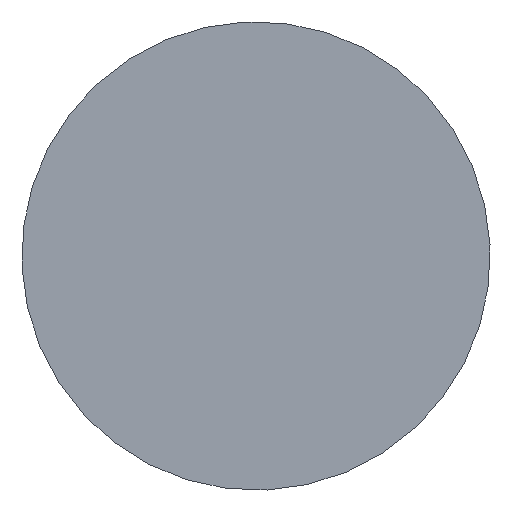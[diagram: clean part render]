
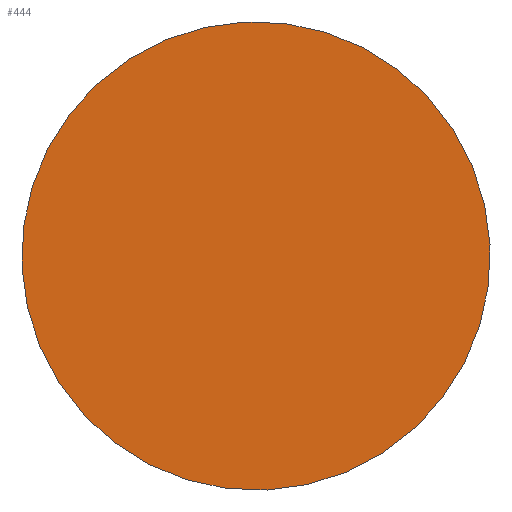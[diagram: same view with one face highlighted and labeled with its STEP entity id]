
A CAD part, front view. The second image highlights one B-rep face of the part: STEP entity #444.
In plain terms, the highlighted planar face has unit normal (0, -1, 0).
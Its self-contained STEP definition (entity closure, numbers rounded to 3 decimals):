
#84=FACE_OUTER_BOUND('',#114,.T.);
#114=EDGE_LOOP('',(#299,#300));
#155=CIRCLE('',#508,50.);
#156=CIRCLE('',#509,50.);
#184=VERTEX_POINT('',#710);
#185=VERTEX_POINT('',#711);
#226=EDGE_CURVE('',#184,#185,#155,.T.);
#227=EDGE_CURVE('',#185,#184,#156,.T.);
#299=ORIENTED_EDGE('',*,*,#226,.T.);
#300=ORIENTED_EDGE('',*,*,#227,.T.);
#403=PLANE('',#511);
#444=ADVANCED_FACE('',(#84),#403,.T.);
#508=AXIS2_PLACEMENT_3D('',#712,#588,#589);
#509=AXIS2_PLACEMENT_3D('',#713,#590,#591);
#511=AXIS2_PLACEMENT_3D('',#715,#594,#595);
#588=DIRECTION('center_axis',(0.,-1.,0.));
#589=DIRECTION('ref_axis',(0.922,0.,0.386));
#590=DIRECTION('center_axis',(0.,-1.,0.));
#591=DIRECTION('ref_axis',(0.922,0.,0.386));
#594=DIRECTION('center_axis',(0.,-1.,0.));
#595=DIRECTION('ref_axis',(0.386,0.,-0.922));
#710=CARTESIAN_POINT('',(46.119,-21.,19.313));
#711=CARTESIAN_POINT('',(-19.313,-21.,46.119));
#712=CARTESIAN_POINT('Origin',(0.,-21.,0.));
#713=CARTESIAN_POINT('Origin',(0.,-21.,0.));
#715=CARTESIAN_POINT('Origin',(23.06,-21.,9.657));
